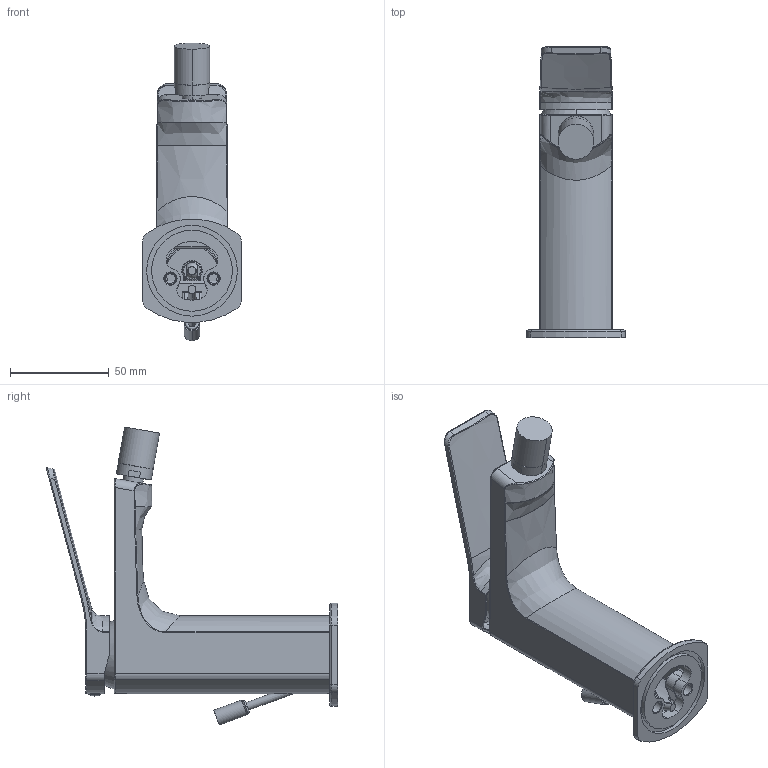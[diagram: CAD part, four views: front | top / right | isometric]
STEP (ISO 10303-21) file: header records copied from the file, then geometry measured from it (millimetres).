
FILE_DESCRIPTION((''),'2;1');
FILE_NAME('TI135CR','2021-11-09T08:14:13',('ut3'),('PAFFONI SpA'),'CREO PARAMETRIC BY PTC INC, 2020044','CREO PARAMETRIC BY PTC INC, 2020044','');
FILE_SCHEMA(('CONFIG_CONTROL_DESIGN','SHAPE_APPEARANCE_LAYERS_GROUPS'));
Length unit declared in the file: millimetre
Products named in the file (1): TI135CR
Bounding box: 50 x 147.66 x 151.12 mm (x, y, z)
Volume: 91548.6 mm3; surface area: 65863.8 mm2
Topology: 3 solids, 3 shells, 551 faces, 1273 edges, 747 vertices
Faces by surface type: cylinder 208, plane 120, bspline 96, torus 46, cone 43, sphere 38
Entity records: 27576 total; most frequent: CARTESIAN_POINT 11787, ORIENTED_EDGE 2538, DIRECTION 2534, EDGE_CURVE 1269, AXIS2_PLACEMENT_3D 1043, VERTEX_POINT 747, EDGE_LOOP 600, CIRCLE 588
